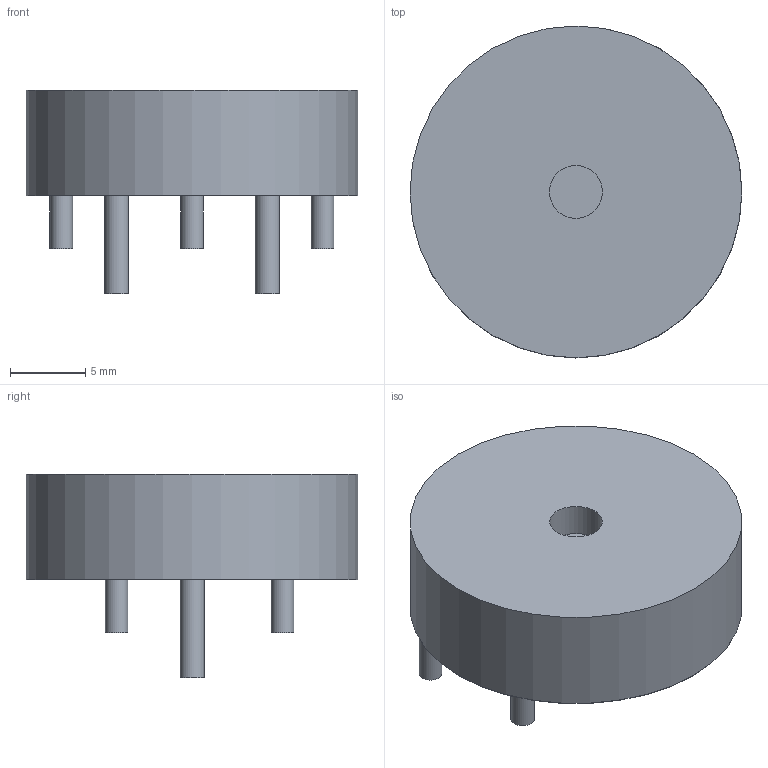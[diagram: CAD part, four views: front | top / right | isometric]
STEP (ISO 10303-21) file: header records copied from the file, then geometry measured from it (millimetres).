
FILE_DESCRIPTION(('FreeCAD Model'),'2;1');
FILE_NAME('Open CASCADE Shape Model','2021-06-09T13:45:49',('Author'),( ''),'Open CASCADE STEP processor 7.5','FreeCAD','Unknown');
FILE_SCHEMA(('AUTOMOTIVE_DESIGN { 1 0 10303 214 1 1 1 1 }'));
Length unit declared in the file: millimetre
Products named in the file (6): PKM22EPPH4005_B0; Speaker Body; Diaphram; Plastic Legs; Left Metal Prong; Right Metal Prong
Assembly tree (5 placements, depth 2):
  PKM22EPPH4005_B0
    Speaker Body
    Diaphram
    Plastic Legs
    Left Metal Prong
    Right Metal Prong
Bounding box: 22.01 x 22.01 x 13.5 mm (x, y, z)
Volume: 2688.3 mm3; surface area: 2173.8 mm2
Topology: 5 solids, 5 shells, 23 faces, 27 edges, 18 vertices
Faces by surface type: plane 14, cylinder 8, extrusion 1
Full cylindrical faces by diameter (mm): 1.5 x3, 1.6 x2, 3.5 x2, 22 x1
Entity records: 959 total; most frequent: DIRECTION 158, CARTESIAN_POINT 128, ORIENTED_EDGE 54, PCURVE 54, DEFINITIONAL_REPRESENTATION 54, AXIS2_PLACEMENT_3D 47, VECTOR 46, LINE 45
